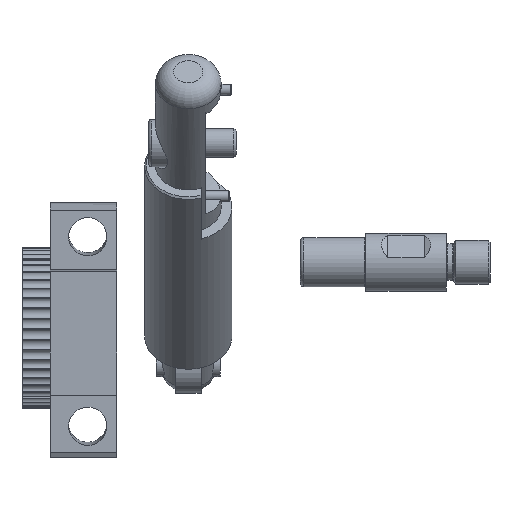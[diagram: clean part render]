
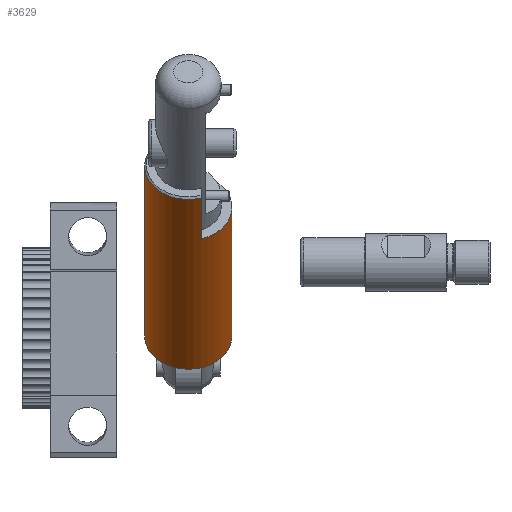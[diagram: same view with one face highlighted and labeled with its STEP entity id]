
A CAD part, left-side view. The second image highlights one B-rep face of the part: STEP entity #3629.
In plain terms, the highlighted cylindrical face has radius 12 mm (diameter 24 mm), a full revolution.
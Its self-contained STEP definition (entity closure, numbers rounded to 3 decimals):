
#173=LINE('',#5606,#347);
#177=LINE('',#5617,#351);
#347=VECTOR('',#4417,1000.);
#351=VECTOR('',#4425,1000.);
#665=ORIENTED_EDGE('',*,*,#1524,.T.);
#666=ORIENTED_EDGE('',*,*,#1519,.T.);
#667=ORIENTED_EDGE('',*,*,#1527,.F.);
#668=ORIENTED_EDGE('',*,*,#1514,.T.);
#669=ORIENTED_EDGE('',*,*,#1561,.F.);
#1514=EDGE_CURVE('',#1980,#1981,#173,.T.);
#1519=EDGE_CURVE('',#1985,#1986,#177,.T.);
#1524=EDGE_CURVE('',#1981,#1985,#2295,.T.);
#1527=EDGE_CURVE('',#1980,#1986,#2298,.T.);
#1561=EDGE_CURVE('',#2014,#2014,#2310,.T.);
#1980=VERTEX_POINT('',#5607);
#1981=VERTEX_POINT('',#5608);
#1985=VERTEX_POINT('',#5618);
#1986=VERTEX_POINT('',#5619);
#2014=VERTEX_POINT('',#5765);
#2295=CIRCLE('',#3862,12.);
#2298=CIRCLE('',#3866,12.);
#2310=CIRCLE('',#3888,12.);
#2599=EDGE_LOOP('',(#665,#666,#667,#668));
#2600=EDGE_LOOP('',(#669));
#2845=FACE_BOUND('',#2599,.T.);
#2846=FACE_BOUND('',#2600,.T.);
#3039=CYLINDRICAL_SURFACE('',#3887,12.);
#3629=ADVANCED_FACE('',(#2845,#2846),#3039,.T.);
#3862=AXIS2_PLACEMENT_3D('',#5628,#4433,#4434);
#3866=AXIS2_PLACEMENT_3D('',#5632,#4441,#4442);
#3887=AXIS2_PLACEMENT_3D('',#5763,#4493,#4494);
#3888=AXIS2_PLACEMENT_3D('',#5764,#4495,#4496);
#4417=DIRECTION('',(0.76,0.,-0.65));
#4425=DIRECTION('',(-0.76,0.,0.65));
#4433=DIRECTION('',(0.76,0.,-0.65));
#4434=DIRECTION('',(0.65,0.,0.76));
#4441=DIRECTION('',(-0.76,0.,0.65));
#4442=DIRECTION('',(-0.65,0.,-0.76));
#4493=DIRECTION('',(0.76,0.,-0.65));
#4494=DIRECTION('',(0.65,0.,0.76));
#4495=DIRECTION('',(0.76,0.,-0.65));
#4496=DIRECTION('',(0.,1.,0.));
#5606=CARTESIAN_POINT('',(-10.075,65.2,181.272));
#5607=CARTESIAN_POINT('',(-37.102,65.2,204.367));
#5608=CARTESIAN_POINT('',(-23.95,65.2,193.128));
#5617=CARTESIAN_POINT('',(-24.989,65.2,163.819));
#5618=CARTESIAN_POINT('',(-38.864,65.2,175.676));
#5619=CARTESIAN_POINT('',(-52.016,65.2,186.915));
#5628=CARTESIAN_POINT('',(-31.407,68.7,184.402));
#5632=CARTESIAN_POINT('',(-44.559,68.7,195.641));
#5763=CARTESIAN_POINT('',(-17.532,68.7,172.546));
#5764=CARTESIAN_POINT('',(9.875,68.7,149.125));
#5765=CARTESIAN_POINT('',(9.875,80.7,149.125));
